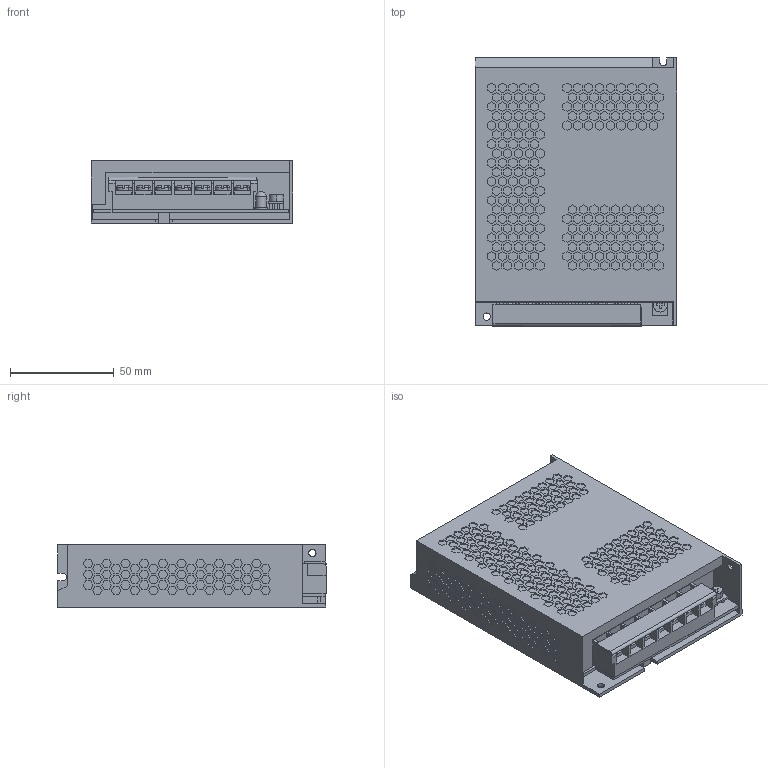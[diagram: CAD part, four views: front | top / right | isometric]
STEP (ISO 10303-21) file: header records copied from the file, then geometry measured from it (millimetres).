
FILE_DESCRIPTION(('CATIA V5 STEP Exchange','CAx-IF Rec.Pracs.--- Model Styling and Organization---1.4--- 2014-01-23'),'2;1');
FILE_NAME ('D1491039_1', '2021-10-12T11:45:00+00:00', ('none'), ('Weidmueller'), 'CATIA Version 5-6 Release 2016 SP3 HF44', 'CATIA V5 STEP AP214', 'none');
FILE_SCHEMA(('AUTOMOTIVE_DESIGN { 1 0 10303 214 1 1 1 1 }'));
Products named in the file (1): S3D_PRO_PM_100W_XXX
Bounding box: 97 x 129.08 x 30 mm (x, y, z)
Volume: 329653.3 mm3; surface area: 57950.3 mm2
Topology: 16 solids, 16 shells, 2283 faces, 5899 edges, 3933 vertices
Faces by surface type: plane 2184, cylinder 66, torus 28, extrusion 3, sphere 2
Entity records: 62583 total; most frequent: ORIENTED_EDGE 11794, CARTESIAN_POINT 10741, DIRECTION 7242, EDGE_CURVE 5897, VECTOR 5633, LINE 5630, VERTEX_POINT 3933, EDGE_LOOP 2575
